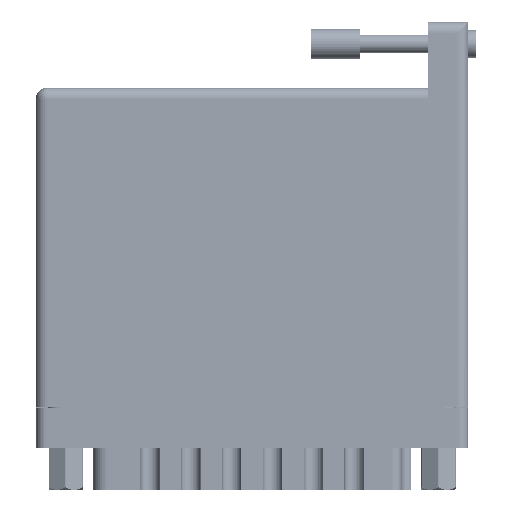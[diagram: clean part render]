
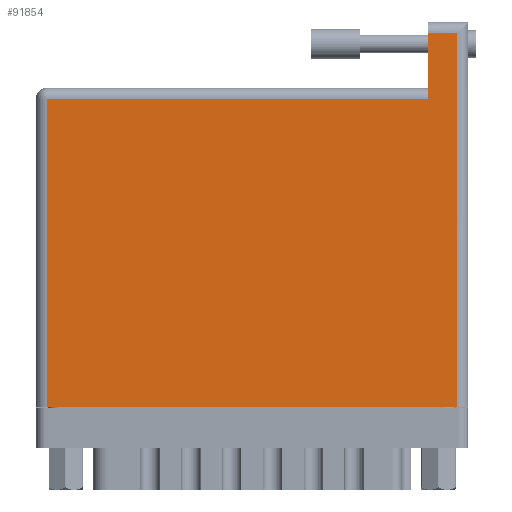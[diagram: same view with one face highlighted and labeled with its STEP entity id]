
A CAD part, front view. The second image highlights one B-rep face of the part: STEP entity #91854.
In plain terms, the highlighted face is planar.
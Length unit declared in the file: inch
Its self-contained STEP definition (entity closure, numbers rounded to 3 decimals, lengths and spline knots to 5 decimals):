
#559 = PLANE ( 'NONE',  #20183 ) ;
#3051 = LINE ( 'NONE', #62940, #70867 ) ;
#5849 = CARTESIAN_POINT ( 'NONE',  ( 2.499, 2.38, 0. ) ) ;
#8112 = DIRECTION ( 'NONE',  ( -1., 0., 0. ) ) ;
#9431 = ORIENTED_EDGE ( 'NONE', *, *, #104819, .T. ) ;
#9432 = CARTESIAN_POINT ( 'NONE',  ( 0., 0., 0. ) ) ;
#10549 = ORIENTED_EDGE ( 'NONE', *, *, #35344, .T. ) ;
#10700 = DIRECTION ( 'NONE',  ( 0., 1., 0. ) ) ;
#12476 = DIRECTION ( 'NONE',  ( 0., -1., 0. ) ) ;
#13892 = CARTESIAN_POINT ( 'NONE',  ( 0.07, 0., 0. ) ) ;
#15272 = VECTOR ( 'NONE', #64000, 39.37008 ) ;
#20183 = AXIS2_PLACEMENT_3D ( 'NONE', #82360, #25931, #98446 ) ;
#21647 = CARTESIAN_POINT ( 'NONE',  ( 0.07, 1.96, 0. ) ) ;
#23208 = CARTESIAN_POINT ( 'NONE',  ( 0., 1.96, 0. ) ) ;
#25241 = CARTESIAN_POINT ( 'NONE',  ( 2.685, 2.38, 0. ) ) ;
#25586 = DIRECTION ( 'NONE',  ( 1., 0., 0. ) ) ;
#25931 = DIRECTION ( 'NONE',  ( 0., 0., -1. ) ) ;
#34719 = CARTESIAN_POINT ( 'NONE',  ( 2.499, 1.96, 0. ) ) ;
#35344 = EDGE_CURVE ( 'NONE', #42697, #86027, #52918, .T. ) ;
#35516 = ORIENTED_EDGE ( 'NONE', *, *, #88846, .T. ) ;
#36971 = VERTEX_POINT ( 'NONE', #25241 ) ;
#39431 = LINE ( 'NONE', #13892, #84097 ) ;
#39991 = VERTEX_POINT ( 'NONE', #5849 ) ;
#42697 = VERTEX_POINT ( 'NONE', #34719 ) ;
#43977 = VECTOR ( 'NONE', #8112, 39.37008 ) ;
#46373 = EDGE_CURVE ( 'NONE', #36971, #39991, #86975, .T. ) ;
#50750 = EDGE_CURVE ( 'NONE', #39991, #42697, #3051, .T. ) ;
#52337 = VERTEX_POINT ( 'NONE', #94026 ) ;
#52588 = CARTESIAN_POINT ( 'NONE',  ( 2.685, 2.45, 0. ) ) ;
#52918 = LINE ( 'NONE', #23208, #43977 ) ;
#53827 = EDGE_CURVE ( 'NONE', #52337, #36971, #94427, .T. ) ;
#56890 = FACE_OUTER_BOUND ( 'NONE', #90264, .T. ) ;
#61495 = CARTESIAN_POINT ( 'NONE',  ( 0.07, 0., 0. ) ) ;
#61558 = ORIENTED_EDGE ( 'NONE', *, *, #53827, .T. ) ;
#62940 = CARTESIAN_POINT ( 'NONE',  ( 2.499, 2.45, 0. ) ) ;
#64000 = DIRECTION ( 'NONE',  ( -1., 0., 0. ) ) ;
#70125 = DIRECTION ( 'NONE',  ( 0., -1., 0. ) ) ;
#70867 = VECTOR ( 'NONE', #70125, 39.37008 ) ;
#73642 = CARTESIAN_POINT ( 'NONE',  ( 0., 2.38, 0. ) ) ;
#75123 = ORIENTED_EDGE ( 'NONE', *, *, #50750, .T. ) ;
#78463 = LINE ( 'NONE', #9432, #104097 ) ;
#82360 = CARTESIAN_POINT ( 'NONE',  ( 0., 2.03, 0. ) ) ;
#84097 = VECTOR ( 'NONE', #12476, 39.37008 ) ;
#86027 = VERTEX_POINT ( 'NONE', #21647 ) ;
#86975 = LINE ( 'NONE', #73642, #15272 ) ;
#88846 = EDGE_CURVE ( 'NONE', #86027, #95585, #39431, .T. ) ;
#90264 = EDGE_LOOP ( 'NONE', ( #75123, #10549, #35516, #9431, #61558, #102724 ) ) ;
#91854 = ADVANCED_FACE ( 'NONE', ( #56890 ), #559, .F. ) ;
#94026 = CARTESIAN_POINT ( 'NONE',  ( 2.685, 0., 0. ) ) ;
#94427 = LINE ( 'NONE', #52588, #104707 ) ;
#95585 = VERTEX_POINT ( 'NONE', #61495 ) ;
#98446 = DIRECTION ( 'NONE',  ( -1., 0., 0. ) ) ;
#102724 = ORIENTED_EDGE ( 'NONE', *, *, #46373, .T. ) ;
#104097 = VECTOR ( 'NONE', #25586, 39.37008 ) ;
#104707 = VECTOR ( 'NONE', #10700, 39.37008 ) ;
#104819 = EDGE_CURVE ( 'NONE', #95585, #52337, #78463, .T. ) ;
